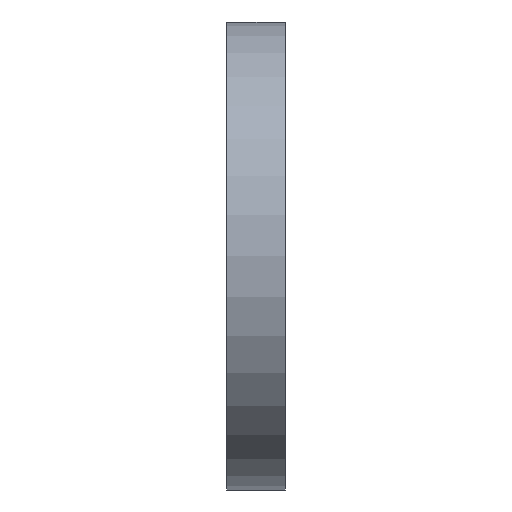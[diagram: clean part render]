
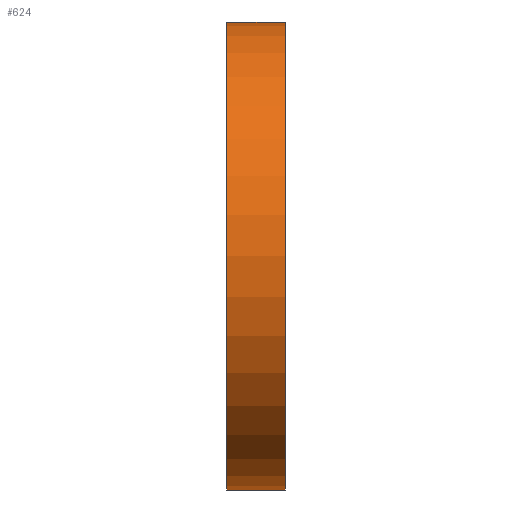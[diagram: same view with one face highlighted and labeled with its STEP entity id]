
A CAD part, left-side view. The second image highlights one B-rep face of the part: STEP entity #624.
In plain terms, the highlighted cylindrical face has radius 12 mm (diameter 24 mm), a partial arc.
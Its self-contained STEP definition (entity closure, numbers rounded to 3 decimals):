
#26=CARTESIAN_POINT('',(-223.,0.,0.));
#27=DIRECTION('',(0.,1.,0.));
#28=DIRECTION('',(0.,0.,-1.));
#29=AXIS2_PLACEMENT_3D('',#26,#27,#28);
#98=CARTESIAN_POINT('',(-223.,-3.,0.));
#99=DIRECTION('',(0.,-1.,0.));
#100=DIRECTION('',(0.,0.,1.));
#101=AXIS2_PLACEMENT_3D('',#98,#99,#100);
#165=DIRECTION('',(0.,1.,0.));
#166=VECTOR('',#165,3.);
#167=CARTESIAN_POINT('',(-223.,-3.,-12.));
#168=LINE('',#167,#166);
#173=DIRECTION('',(0.,1.,0.));
#174=VECTOR('',#173,3.);
#175=CARTESIAN_POINT('',(-223.,-3.,12.));
#176=LINE('',#175,#174);
#389=CARTESIAN_POINT('',(-223.,0.,-12.));
#390=CARTESIAN_POINT('',(-223.,0.,12.));
#391=VERTEX_POINT('',#389);
#392=VERTEX_POINT('',#390);
#393=CARTESIAN_POINT('',(-223.,-3.,12.));
#394=VERTEX_POINT('',#393);
#395=CARTESIAN_POINT('',(-223.,-3.,-12.));
#396=VERTEX_POINT('',#395);
#612=CARTESIAN_POINT('',(-223.,-3.347,0.));
#613=DIRECTION('',(0.,1.,0.));
#614=DIRECTION('',(0.,0.,1.));
#615=AXIS2_PLACEMENT_3D('',#612,#613,#614);
#616=CYLINDRICAL_SURFACE('',#615,12.);
#617=ORIENTED_EDGE('',*,*,#486,.T.);
#619=ORIENTED_EDGE('',*,*,#618,.F.);
#620=ORIENTED_EDGE('',*,*,#554,.T.);
#621=ORIENTED_EDGE('',*,*,#606,.T.);
#622=EDGE_LOOP('',(#617,#619,#620,#621));
#623=FACE_OUTER_BOUND('',#622,.F.);
#30=CIRCLE('',#29,12.);
#102=CIRCLE('',#101,12.);
#486=EDGE_CURVE('',#391,#392,#30,.T.);
#554=EDGE_CURVE('',#394,#396,#102,.T.);
#606=EDGE_CURVE('',#396,#391,#168,.T.);
#618=EDGE_CURVE('',#394,#392,#176,.T.);
#624=ADVANCED_FACE('',(#623),#616,.T.);
